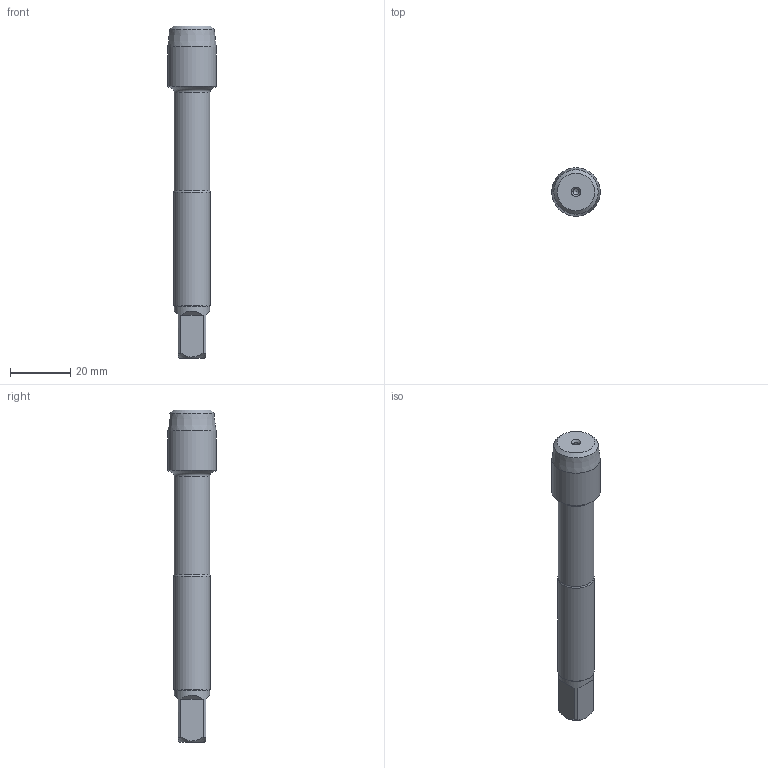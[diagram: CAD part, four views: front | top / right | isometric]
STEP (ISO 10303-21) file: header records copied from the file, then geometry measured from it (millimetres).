
FILE_DESCRIPTION(/* description */ (''),/* implementation_level */ '2;1');
FILE_NAME(/* name */ 'd602_20220506_222839_tb_1.stp',/* time_stamp */ '2022-05-06T22:30:35+02:00',/* author */ (''),/* organization */ ('SMS'),/* preprocessor_version */ 'ST-DEVELOPER v16.7',/* originating_system */ 'SIEMENS PLM Software NX 12.0',/* authorisation */ '');
FILE_SCHEMA (('AUTOMOTIVE_DESIGN { 1 0 10303 214 3 1 1 1 }'));
Length unit declared in the file: millimetre
Products named in the file (1): D602_20220506_222839_TB_1
Bounding box: 16.03 x 16.03 x 110 mm (x, y, z)
Volume: 13663.9 mm3; surface area: 4660.1 mm2
Topology: 1 solids, 1 shells, 27 faces, 123 edges, 160 vertices
Faces by surface type: plane 10, cone 9, cylinder 6, torus 2
Full cylindrical faces by diameter (mm): 2 x2, 11.704 x1, 11.892 x1, 12.192 x1, 16.028 x1
Entity records: 1229 total; most frequent: CARTESIAN_POINT 187, DIRECTION 175, ORIENTED_EDGE 82, LINE 67, VECTOR 67, STYLED_ITEM 64, PRESENTATION_STYLE_ASSIGNMENT 64, CURVE_STYLE 56
